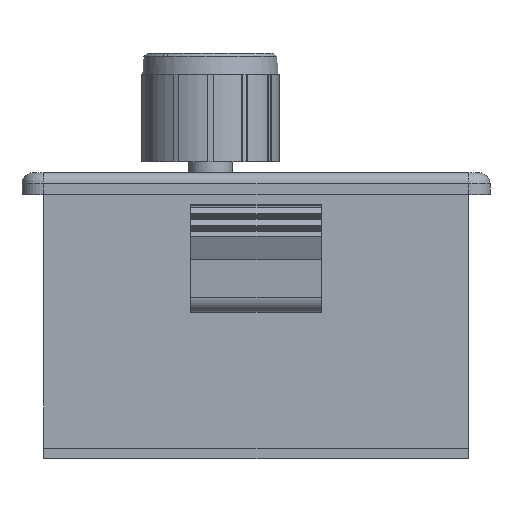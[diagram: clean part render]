
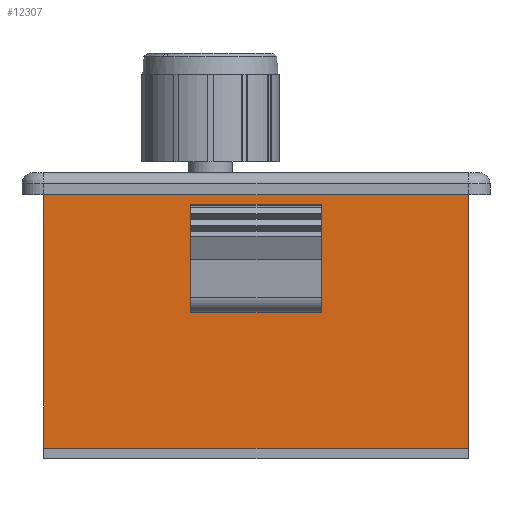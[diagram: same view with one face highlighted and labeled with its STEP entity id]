
A CAD part, left-side view. The second image highlights one B-rep face of the part: STEP entity #12307.
In plain terms, the highlighted planar face has unit normal (-1, 0, 0).
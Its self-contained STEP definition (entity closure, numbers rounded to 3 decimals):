
#564=FACE_BOUND('',#1937,.T.);
#1212=FACE_OUTER_BOUND('',#1936,.T.);
#1936=EDGE_LOOP('',(#10577,#10578,#10579,#10580));
#1937=EDGE_LOOP('',(#10581,#10582,#10583,#10584));
#2337=LINE('',#16500,#3752);
#2367=LINE('',#16571,#3782);
#2396=LINE('',#16632,#3811);
#3080=LINE('',#20307,#4495);
#3094=LINE('',#20337,#4509);
#3096=LINE('',#20343,#4511);
#3112=LINE('',#20376,#4527);
#3216=LINE('',#20593,#4631);
#3752=VECTOR('',#13638,10.);
#3782=VECTOR('',#13690,10.);
#3811=VECTOR('',#13739,10.);
#4495=VECTOR('',#14971,10.);
#4509=VECTOR('',#14993,10.);
#4511=VECTOR('',#14999,10.);
#4527=VECTOR('',#15035,10.);
#4631=VECTOR('',#15257,10.);
#5088=VERTEX_POINT('',#16497);
#5089=VERTEX_POINT('',#16499);
#5119=VERTEX_POINT('',#16569);
#5141=VERTEX_POINT('',#16630);
#5761=VERTEX_POINT('',#20304);
#5762=VERTEX_POINT('',#20306);
#5774=VERTEX_POINT('',#20336);
#5776=VERTEX_POINT('',#20342);
#6317=EDGE_CURVE('',#5088,#5089,#2337,.T.);
#6353=EDGE_CURVE('',#5089,#5119,#2367,.T.);
#6382=EDGE_CURVE('',#5141,#5088,#2396,.T.);
#7309=EDGE_CURVE('',#5762,#5761,#3080,.T.);
#7324=EDGE_CURVE('',#5761,#5774,#3094,.T.);
#7327=EDGE_CURVE('',#5776,#5762,#3096,.T.);
#7344=EDGE_CURVE('',#5774,#5776,#3112,.T.);
#7452=EDGE_CURVE('',#5141,#5119,#3216,.T.);
#10577=ORIENTED_EDGE('',*,*,#6382,.F.);
#10578=ORIENTED_EDGE('',*,*,#7452,.T.);
#10579=ORIENTED_EDGE('',*,*,#6353,.F.);
#10580=ORIENTED_EDGE('',*,*,#6317,.F.);
#10581=ORIENTED_EDGE('',*,*,#7344,.T.);
#10582=ORIENTED_EDGE('',*,*,#7327,.T.);
#10583=ORIENTED_EDGE('',*,*,#7309,.T.);
#10584=ORIENTED_EDGE('',*,*,#7324,.T.);
#11673=PLANE('',#12969);
#12307=ADVANCED_FACE('',(#1212,#564),#11673,.T.);
#12969=AXIS2_PLACEMENT_3D('',#20594,#15258,#15259);
#13638=DIRECTION('',(0.,0.,1.));
#13690=DIRECTION('',(0.,-1.,0.));
#13739=DIRECTION('',(0.,1.,0.));
#14971=DIRECTION('',(0.,0.,1.));
#14993=DIRECTION('',(0.,-1.,0.));
#14999=DIRECTION('',(0.,1.,0.));
#15035=DIRECTION('',(0.,0.,-1.));
#15257=DIRECTION('',(0.,0.,1.));
#15258=DIRECTION('center_axis',(-1.,0.,0.));
#15259=DIRECTION('ref_axis',(0.,-1.,0.));
#16497=CARTESIAN_POINT('',(-35.75,19.5,1.));
#16499=CARTESIAN_POINT('',(-35.75,19.5,24.3));
#16500=CARTESIAN_POINT('',(-35.75,19.5,0.));
#16569=CARTESIAN_POINT('',(-35.75,-19.5,24.3));
#16571=CARTESIAN_POINT('',(-35.75,19.5,24.3));
#16630=CARTESIAN_POINT('',(-35.75,-19.5,1.));
#16632=CARTESIAN_POINT('',(-35.75,9.75,1.));
#20304=CARTESIAN_POINT('',(-35.75,6.,14.3));
#20306=CARTESIAN_POINT('',(-35.75,6.,13.495));
#20307=CARTESIAN_POINT('',(-35.75,6.,9.223));
#20336=CARTESIAN_POINT('',(-35.75,-6.,14.3));
#20337=CARTESIAN_POINT('',(-35.75,0.,14.3));
#20342=CARTESIAN_POINT('',(-35.75,-6.,13.495));
#20343=CARTESIAN_POINT('',(-35.75,0.,13.495));
#20376=CARTESIAN_POINT('',(-35.75,-6.,9.223));
#20593=CARTESIAN_POINT('',(-35.75,-19.5,0.));
#20594=CARTESIAN_POINT('Origin',(-35.75,19.5,0.));
